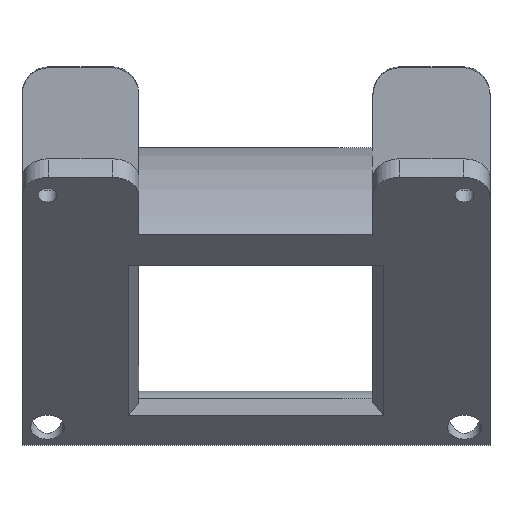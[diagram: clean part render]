
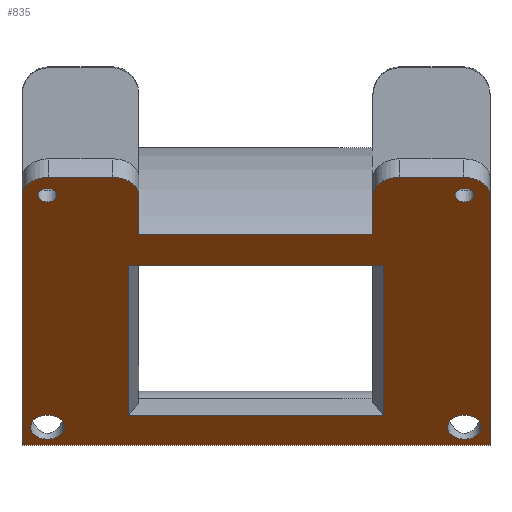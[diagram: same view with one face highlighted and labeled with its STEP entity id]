
A CAD part, top view. The second image highlights one B-rep face of the part: STEP entity #835.
In plain terms, the highlighted planar face has unit normal (0, -0.707, 0.707).
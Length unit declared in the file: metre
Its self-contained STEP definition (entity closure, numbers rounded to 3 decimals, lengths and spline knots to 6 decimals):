
#77=CIRCLE('',#924,0.004);
#78=CIRCLE('',#925,0.004);
#79=CIRCLE('',#926,0.00225);
#80=CIRCLE('',#927,0.00225);
#81=CIRCLE('',#928,0.00635);
#82=CIRCLE('',#929,0.00635);
#83=CIRCLE('',#930,0.00635);
#84=CIRCLE('',#931,0.00635);
#179=ORIENTED_EDGE('',*,*,#419,.T.);
#180=ORIENTED_EDGE('',*,*,#420,.T.);
#181=ORIENTED_EDGE('',*,*,#421,.T.);
#182=ORIENTED_EDGE('',*,*,#422,.T.);
#183=ORIENTED_EDGE('',*,*,#423,.F.);
#184=ORIENTED_EDGE('',*,*,#424,.F.);
#185=ORIENTED_EDGE('',*,*,#425,.F.);
#186=ORIENTED_EDGE('',*,*,#426,.F.);
#187=ORIENTED_EDGE('',*,*,#403,.F.);
#188=ORIENTED_EDGE('',*,*,#427,.T.);
#189=ORIENTED_EDGE('',*,*,#404,.F.);
#190=ORIENTED_EDGE('',*,*,#428,.T.);
#191=ORIENTED_EDGE('',*,*,#411,.T.);
#192=ORIENTED_EDGE('',*,*,#429,.T.);
#193=ORIENTED_EDGE('',*,*,#352,.F.);
#194=ORIENTED_EDGE('',*,*,#430,.T.);
#195=ORIENTED_EDGE('',*,*,#390,.F.);
#196=ORIENTED_EDGE('',*,*,#431,.T.);
#197=ORIENTED_EDGE('',*,*,#392,.T.);
#198=ORIENTED_EDGE('',*,*,#397,.F.);
#352=EDGE_CURVE('',#477,#473,#559,.T.);
#390=EDGE_CURVE('',#512,#513,#578,.T.);
#392=EDGE_CURVE('',#514,#515,#579,.T.);
#397=EDGE_CURVE('',#518,#515,#581,.T.);
#403=EDGE_CURVE('',#521,#518,#584,.T.);
#404=EDGE_CURVE('',#522,#523,#585,.T.);
#411=EDGE_CURVE('',#530,#529,#589,.T.);
#419=EDGE_CURVE('',#534,#535,#596,.T.);
#420=EDGE_CURVE('',#535,#536,#597,.T.);
#421=EDGE_CURVE('',#536,#537,#598,.T.);
#422=EDGE_CURVE('',#537,#534,#599,.T.);
#423=EDGE_CURVE('',#538,#538,#77,.T.);
#424=EDGE_CURVE('',#539,#539,#78,.T.);
#425=EDGE_CURVE('',#540,#540,#79,.T.);
#426=EDGE_CURVE('',#541,#541,#80,.T.);
#427=EDGE_CURVE('',#521,#523,#81,.T.);
#428=EDGE_CURVE('',#522,#530,#82,.T.);
#429=EDGE_CURVE('',#529,#473,#600,.T.);
#430=EDGE_CURVE('',#477,#513,#83,.T.);
#431=EDGE_CURVE('',#512,#514,#84,.T.);
#473=VERTEX_POINT('',#1236);
#477=VERTEX_POINT('',#1244);
#512=VERTEX_POINT('',#1325);
#513=VERTEX_POINT('',#1327);
#514=VERTEX_POINT('',#1331);
#515=VERTEX_POINT('',#1332);
#518=VERTEX_POINT('',#1340);
#521=VERTEX_POINT('',#1350);
#522=VERTEX_POINT('',#1354);
#523=VERTEX_POINT('',#1355);
#529=VERTEX_POINT('',#1368);
#530=VERTEX_POINT('',#1370);
#534=VERTEX_POINT('',#1384);
#535=VERTEX_POINT('',#1385);
#536=VERTEX_POINT('',#1387);
#537=VERTEX_POINT('',#1389);
#538=VERTEX_POINT('',#1392);
#539=VERTEX_POINT('',#1394);
#540=VERTEX_POINT('',#1396);
#541=VERTEX_POINT('',#1398);
#559=LINE('',#1245,#622);
#578=LINE('',#1326,#641);
#579=LINE('',#1330,#642);
#581=LINE('',#1342,#644);
#584=LINE('',#1351,#647);
#585=LINE('',#1353,#648);
#589=LINE('',#1369,#652);
#596=LINE('',#1383,#659);
#597=LINE('',#1386,#660);
#598=LINE('',#1388,#661);
#599=LINE('',#1390,#662);
#600=LINE('',#1401,#663);
#622=VECTOR('',#984,1.);
#641=VECTOR('',#1057,1.);
#642=VECTOR('',#1062,1.);
#644=VECTOR('',#1072,1.);
#647=VECTOR('',#1083,1.);
#648=VECTOR('',#1086,1.);
#652=VECTOR('',#1098,1.);
#659=VECTOR('',#1111,1.);
#660=VECTOR('',#1112,1.);
#661=VECTOR('',#1113,1.);
#662=VECTOR('',#1114,1.);
#663=VECTOR('',#1127,1.);
#697=EDGE_LOOP('',(#179,#180,#181,#182));
#698=EDGE_LOOP('',(#183));
#699=EDGE_LOOP('',(#184));
#700=EDGE_LOOP('',(#185));
#701=EDGE_LOOP('',(#186));
#702=EDGE_LOOP('',(#187,#188,#189,#190,#191,#192,#193,#194,#195,#196,#197,
#198));
#756=FACE_BOUND('',#697,.T.);
#757=FACE_BOUND('',#698,.T.);
#758=FACE_BOUND('',#699,.T.);
#759=FACE_BOUND('',#700,.T.);
#760=FACE_BOUND('',#701,.T.);
#761=FACE_BOUND('',#702,.T.);
#808=PLANE('',#923);
#835=ADVANCED_FACE('',(#756,#757,#758,#759,#760,#761),#808,.T.);
#923=AXIS2_PLACEMENT_3D('',#1382,#1109,#1110);
#924=AXIS2_PLACEMENT_3D('',#1391,#1115,#1116);
#925=AXIS2_PLACEMENT_3D('',#1393,#1117,#1118);
#926=AXIS2_PLACEMENT_3D('',#1395,#1119,#1120);
#927=AXIS2_PLACEMENT_3D('',#1397,#1121,#1122);
#928=AXIS2_PLACEMENT_3D('',#1399,#1123,#1124);
#929=AXIS2_PLACEMENT_3D('',#1400,#1125,#1126);
#930=AXIS2_PLACEMENT_3D('',#1402,#1128,#1129);
#931=AXIS2_PLACEMENT_3D('',#1403,#1130,#1131);
#984=DIRECTION('',(0.,-0.707,-0.707));
#1057=DIRECTION('',(1.,0.,0.));
#1062=DIRECTION('',(0.,-0.707,-0.707));
#1072=DIRECTION('',(1.,0.,0.));
#1083=DIRECTION('',(0.,-0.707,-0.707));
#1086=DIRECTION('',(1.,0.,0.));
#1098=DIRECTION('',(0.,-0.707,-0.707));
#1109=DIRECTION('',(0.,-0.707,0.707));
#1110=DIRECTION('',(1.,0.,0.));
#1111=DIRECTION('',(0.,0.707,0.707));
#1112=DIRECTION('',(1.,0.,0.));
#1113=DIRECTION('',(0.,-0.707,-0.707));
#1114=DIRECTION('',(-1.,0.,0.));
#1115=DIRECTION('',(0.,-0.707,0.707));
#1116=DIRECTION('',(0.,-0.707,-0.707));
#1117=DIRECTION('',(0.,-0.707,0.707));
#1118=DIRECTION('',(0.,-0.707,-0.707));
#1119=DIRECTION('',(0.,-0.707,0.707));
#1120=DIRECTION('',(0.,-0.707,-0.707));
#1121=DIRECTION('',(0.,-0.707,0.707));
#1122=DIRECTION('',(0.,-0.707,-0.707));
#1123=DIRECTION('',(0.,-0.707,0.707));
#1124=DIRECTION('',(0.,-0.707,-0.707));
#1125=DIRECTION('',(0.,-0.707,0.707));
#1126=DIRECTION('',(0.,-0.707,-0.707));
#1127=DIRECTION('',(1.,0.,0.));
#1128=DIRECTION('',(0.,-0.707,0.707));
#1129=DIRECTION('',(0.,-0.707,-0.707));
#1130=DIRECTION('',(0.,-0.707,0.707));
#1131=DIRECTION('',(0.,-0.707,-0.707));
#1236=CARTESIAN_POINT('',(0.084336,-0.0127,0.));
#1244=CARTESIAN_POINT('',(0.084336,0.045813,0.058513));
#1245=CARTESIAN_POINT('',(0.084336,0.018802,0.031502));
#1325=CARTESIAN_POINT('',(0.063136,0.050303,0.063003));
#1326=CARTESIAN_POINT('',(0.070561,0.050303,0.063003));
#1327=CARTESIAN_POINT('',(0.077986,0.050303,0.063003));
#1330=CARTESIAN_POINT('',(0.056786,0.045813,0.058513));
#1331=CARTESIAN_POINT('',(0.056786,0.045813,0.058513));
#1332=CARTESIAN_POINT('',(0.056786,0.036833,0.049533));
#1340=CARTESIAN_POINT('',(0.001686,0.036833,0.049533));
#1342=CARTESIAN_POINT('',(0.029236,0.036833,0.049533));
#1350=CARTESIAN_POINT('',(0.001686,0.045813,0.058513));
#1351=CARTESIAN_POINT('',(0.001686,0.043568,0.056268));
#1353=CARTESIAN_POINT('',(-0.012089,0.050303,0.063003));
#1354=CARTESIAN_POINT('',(-0.019514,0.050303,0.063003));
#1355=CARTESIAN_POINT('',(-0.004664,0.050303,0.063003));
#1368=CARTESIAN_POINT('',(-0.025864,-0.0127,0.));
#1369=CARTESIAN_POINT('',(-0.025864,0.018802,0.031502));
#1370=CARTESIAN_POINT('',(-0.025864,0.045813,0.058513));
#1382=CARTESIAN_POINT('',(0.029236,0.018802,0.031502));
#1383=CARTESIAN_POINT('',(-0.000854,0.018802,0.031502));
#1384=CARTESIAN_POINT('',(-0.000854,-0.005744,0.006956));
#1385=CARTESIAN_POINT('',(-0.000854,0.029599,0.042299));
#1386=CARTESIAN_POINT('',(0.056786,0.029599,0.042299));
#1387=CARTESIAN_POINT('',(0.059326,0.029599,0.042299));
#1388=CARTESIAN_POINT('',(0.059326,-0.00372,0.00898));
#1389=CARTESIAN_POINT('',(0.059326,-0.005744,0.006956));
#1390=CARTESIAN_POINT('',(0.029236,-0.005744,0.006956));
#1391=CARTESIAN_POINT('',(-0.019864,-0.008457,0.004243));
#1392=CARTESIAN_POINT('',(-0.019864,-0.011286,0.001414));
#1393=CARTESIAN_POINT('',(0.078336,-0.008457,0.004243));
#1394=CARTESIAN_POINT('',(0.078336,-0.011286,0.001414));
#1395=CARTESIAN_POINT('',(-0.019864,0.046061,0.058761));
#1396=CARTESIAN_POINT('',(-0.019864,0.04447,0.05717));
#1397=CARTESIAN_POINT('',(0.078336,0.046061,0.058761));
#1398=CARTESIAN_POINT('',(0.078336,0.04447,0.05717));
#1399=CARTESIAN_POINT('',(-0.004664,0.045813,0.058513));
#1400=CARTESIAN_POINT('',(-0.019514,0.045813,0.058513));
#1401=CARTESIAN_POINT('',(-0.012089,-0.0127,0.));
#1402=CARTESIAN_POINT('',(0.077986,0.045813,0.058513));
#1403=CARTESIAN_POINT('',(0.063136,0.045813,0.058513));
